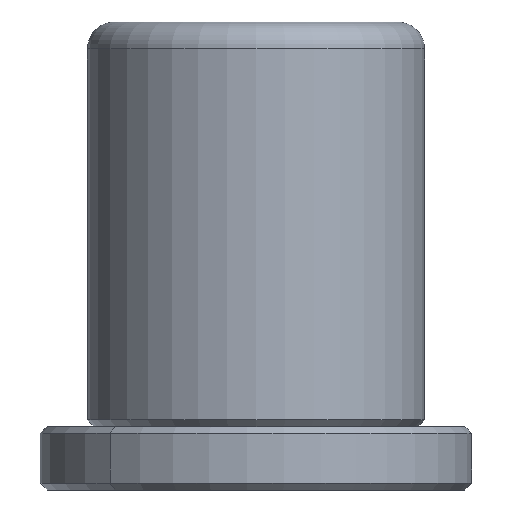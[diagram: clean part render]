
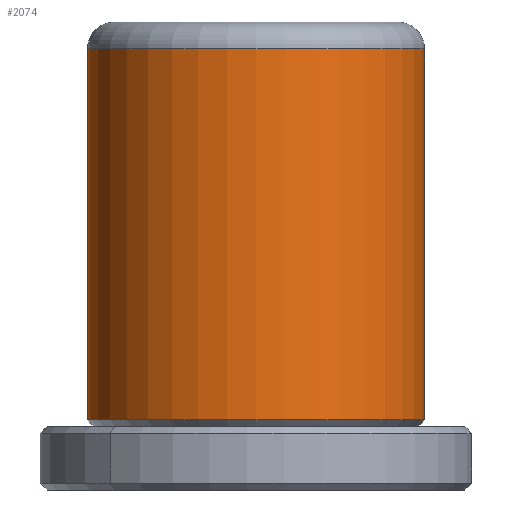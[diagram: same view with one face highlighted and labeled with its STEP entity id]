
A CAD part, front view. The second image highlights one B-rep face of the part: STEP entity #2074.
In plain terms, the highlighted cylindrical face has radius 12.5 mm (diameter 25 mm), a partial arc.
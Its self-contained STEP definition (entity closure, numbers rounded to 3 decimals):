
#345 = CARTESIAN_POINT ( 'NONE',  ( -15.979, 9.255, 15. ) ) ;
#405 = CIRCLE ( 'NONE', #3302, 12.5 ) ;
#631 = VECTOR ( 'NONE', #2007, 1000. ) ;
#784 = ORIENTED_EDGE ( 'NONE', *, *, #7521, .T. ) ;
#809 = CARTESIAN_POINT ( 'NONE',  ( -3.479, 9.255, 13. ) ) ;
#1036 = LINE ( 'NONE', #2246, #3865 ) ;
#1090 = LINE ( 'NONE', #345, #631 ) ;
#1504 = EDGE_CURVE ( 'NONE', #9325, #2771, #10300, .T. ) ;
#1562 = EDGE_CURVE ( 'NONE', #2771, #2551, #1090, .T. ) ;
#1863 = CARTESIAN_POINT ( 'NONE',  ( 9.021, 9.255, -14.5 ) ) ;
#2007 = DIRECTION ( 'NONE',  ( 0., 0., -1. ) ) ;
#2012 = AXIS2_PLACEMENT_3D ( 'NONE', #809, #7394, #9875 ) ;
#2074 = ADVANCED_FACE ( 'NONE', ( #10616 ), #9042, .T. ) ;
#2246 = CARTESIAN_POINT ( 'NONE',  ( 9.021, 9.255, 15. ) ) ;
#2300 = DIRECTION ( 'NONE',  ( -1., 0., 0. ) ) ;
#2551 = VERTEX_POINT ( 'NONE', #8514 ) ;
#2721 = EDGE_LOOP ( 'NONE', ( #3206, #10338, #6689, #784 ) ) ;
#2771 = VERTEX_POINT ( 'NONE', #9136 ) ;
#2887 = AXIS2_PLACEMENT_3D ( 'NONE', #9792, #8941, #2300 ) ;
#3206 = ORIENTED_EDGE ( 'NONE', *, *, #10670, .F. ) ;
#3302 = AXIS2_PLACEMENT_3D ( 'NONE', #8254, #9229, #6630 ) ;
#3865 = VECTOR ( 'NONE', #7783, 1000. ) ;
#6630 = DIRECTION ( 'NONE',  ( 1., 0., 0. ) ) ;
#6689 = ORIENTED_EDGE ( 'NONE', *, *, #1562, .T. ) ;
#7098 = VERTEX_POINT ( 'NONE', #1863 ) ;
#7394 = DIRECTION ( 'NONE',  ( 0., 0., -1. ) ) ;
#7521 = EDGE_CURVE ( 'NONE', #2551, #7098, #405, .T. ) ;
#7783 = DIRECTION ( 'NONE',  ( 0., 0., -1. ) ) ;
#7818 = CARTESIAN_POINT ( 'NONE',  ( 9.021, 9.255, 13. ) ) ;
#8254 = CARTESIAN_POINT ( 'NONE',  ( -3.479, 9.255, -14.5 ) ) ;
#8514 = CARTESIAN_POINT ( 'NONE',  ( -15.979, 9.255, -14.5 ) ) ;
#8941 = DIRECTION ( 'NONE',  ( 0., 0., -1. ) ) ;
#9042 = CYLINDRICAL_SURFACE ( 'NONE', #2887, 12.5 ) ;
#9136 = CARTESIAN_POINT ( 'NONE',  ( -15.979, 9.255, 13. ) ) ;
#9229 = DIRECTION ( 'NONE',  ( 0., 0., 1. ) ) ;
#9325 = VERTEX_POINT ( 'NONE', #7818 ) ;
#9792 = CARTESIAN_POINT ( 'NONE',  ( -3.479, 9.255, 15. ) ) ;
#9875 = DIRECTION ( 'NONE',  ( 1., 0., 0. ) ) ;
#10300 = CIRCLE ( 'NONE', #2012, 12.5 ) ;
#10338 = ORIENTED_EDGE ( 'NONE', *, *, #1504, .T. ) ;
#10616 = FACE_OUTER_BOUND ( 'NONE', #2721, .T. ) ;
#10670 = EDGE_CURVE ( 'NONE', #9325, #7098, #1036, .T. ) ;
